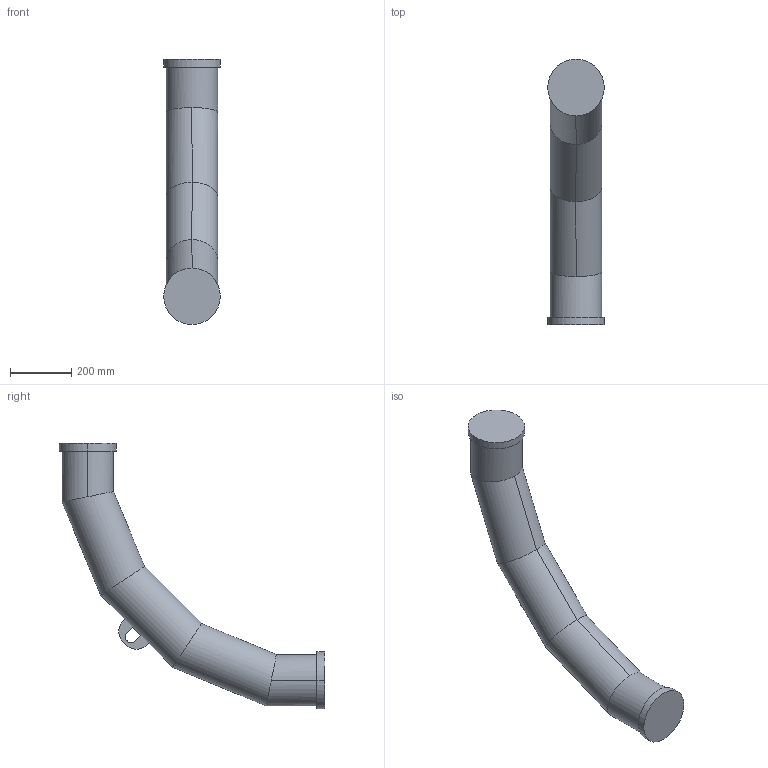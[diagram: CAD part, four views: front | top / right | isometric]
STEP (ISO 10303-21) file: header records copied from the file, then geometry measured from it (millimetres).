
FILE_DESCRIPTION (( 'STEP AP214' ), '1' );
FILE_NAME ('DN65-90-ANGLE.STEP', '2021-03-31T07:25:18', ( '' ), ( '' ), 'SwSTEP 2.0', 'SolidWorks 2017', '' );
FILE_SCHEMA (( 'AUTOMOTIVE_DESIGN' ));
Length unit declared in the file: millimetre
Products named in the file (1): DN65-90-ANGLE
Bounding box: 185 x 867.5 x 867.5 mm (x, y, z)
Volume: 23394041.2 mm3; surface area: 1004814.6 mm2
Topology: 1 solids, 18 shells, 78 faces, 170 edges, 96 vertices
Faces by surface type: cone 32, plane 28, cylinder 16, torus 2
Entity records: 2012 total; most frequent: CARTESIAN_POINT 349, DIRECTION 346, ORIENTED_EDGE 276, AXIS2_PLACEMENT_3D 141, EDGE_CURVE 138, VERTEX_POINT 96, EDGE_LOOP 80, ADVANCED_FACE 78
